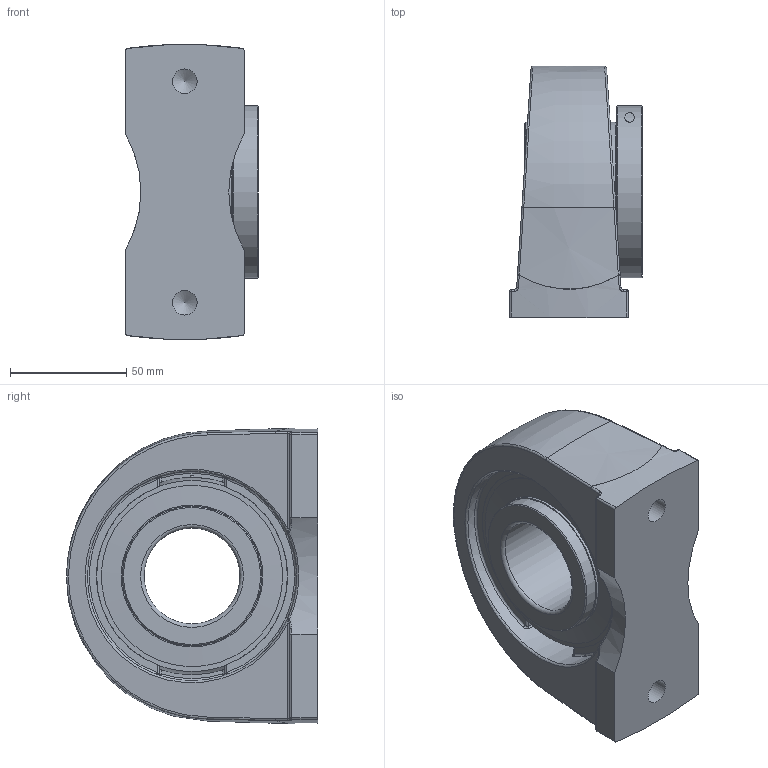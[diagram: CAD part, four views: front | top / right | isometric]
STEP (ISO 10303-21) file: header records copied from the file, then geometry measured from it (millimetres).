
FILE_DESCRIPTION(/* description */ ('Alibre Inc.'),/* implementation_level */ '2;1');
FILE_NAME(/* name */ 'export-54A0B9A8-CC43-418D-BB3A-85BF576B57FF',/* time_stamp */ '2020-05-18T11:44:59-07:00',/* author */ (''),/* organization */ (''),/* preprocessor_version */ 'ST-DEVELOPER v17',/* originating_system */ 'Alibre',/* authorisation */ '');
FILE_SCHEMA (('CONFIG_CONTROL_DESIGN'));
Length unit declared in the file: inch
Bounding box: 57.2 x 108 x 126.96 mm (x, y, z)
Volume: 349932.3 mm3; surface area: 97228 mm2
Topology: 16 solids, 16 shells, 247 faces, 626 edges, 389 vertices
Faces by surface type: plane 68, cylinder 64, cone 32, bspline 32, sphere 26, torus 25
Full cylindrical faces by diameter (mm): 4.134 x1, 4.137 x1, 5.8 x1, 8.5 x1, 10.592 x2, 41.275 x1, 60 x4, 61.016 x2, 76 x2, 78 x2, 90.104 x2, 95.22 x1
Entity records: 11496 total; most frequent: CARTESIAN_POINT 5798, ORIENTED_EDGE 1058, DIRECTION 871, EDGE_CURVE 529, AXIS2_PLACEMENT_3D 394, VERTEX_POINT 356, FACE_BOUND 287, EDGE_LOOP 276
